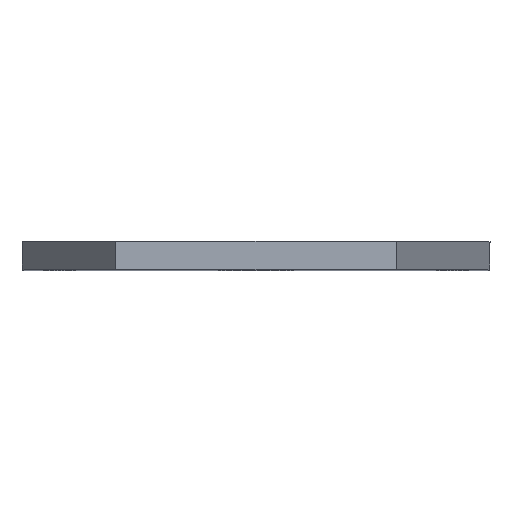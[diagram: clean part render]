
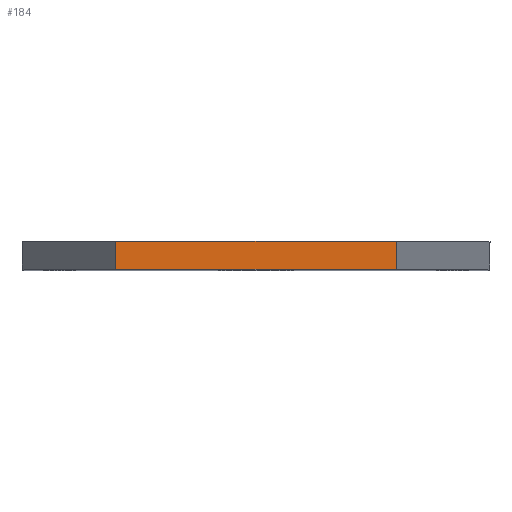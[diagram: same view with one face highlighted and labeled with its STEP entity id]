
A CAD part, top view. The second image highlights one B-rep face of the part: STEP entity #184.
In plain terms, the highlighted planar face has unit normal (0, 0, 1).
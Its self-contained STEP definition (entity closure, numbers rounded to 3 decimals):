
#132=CARTESIAN_POINT('Vertex',(-42.672,12.999,25.)) ;
#135=CARTESIAN_POINT('Line Origine',(-42.672,14.499,25.)) ;
#139=CARTESIAN_POINT('Vertex',(-42.672,15.999,25.)) ;
#154=CARTESIAN_POINT('Axis2P3D Location',(-42.672,9.999,25.)) ;
#159=CARTESIAN_POINT('Line Origine',(-27.672,12.999,25.)) ;
#163=CARTESIAN_POINT('Vertex',(-12.672,12.999,25.)) ;
#166=CARTESIAN_POINT('Line Origine',(-12.672,14.499,25.)) ;
#170=CARTESIAN_POINT('Vertex',(-12.672,15.999,25.)) ;
#173=CARTESIAN_POINT('Line Origine',(-27.672,15.999,25.)) ;
#136=DIRECTION('Vector Direction',(0.,1.,0.)) ;
#155=DIRECTION('Axis2P3D Direction',(0.,0.,1.)) ;
#156=DIRECTION('Axis2P3D XDirection',(1.,0.,0.)) ;
#160=DIRECTION('Vector Direction',(1.,0.,0.)) ;
#167=DIRECTION('Vector Direction',(0.,1.,0.)) ;
#174=DIRECTION('Vector Direction',(1.,0.,0.)) ;
#157=AXIS2_PLACEMENT_3D('Plane Axis2P3D',#154,#155,#156) ;
#179=ORIENTED_EDGE('',*,*,#141,.F.) ;
#180=ORIENTED_EDGE('',*,*,#165,.T.) ;
#181=ORIENTED_EDGE('',*,*,#172,.T.) ;
#182=ORIENTED_EDGE('',*,*,#177,.F.) ;
#137=VECTOR('Line Direction',#136,1.) ;
#161=VECTOR('Line Direction',#160,1.) ;
#168=VECTOR('Line Direction',#167,1.) ;
#175=VECTOR('Line Direction',#174,1.) ;
#184=ADVANCED_FACE('plaque-fermeture-avant',(#183),#158,.T.) ;
#141=EDGE_CURVE('',#133,#140,#138,.T.) ;
#165=EDGE_CURVE('',#133,#164,#162,.T.) ;
#172=EDGE_CURVE('',#164,#171,#169,.T.) ;
#177=EDGE_CURVE('',#140,#171,#176,.T.) ;
#178=EDGE_LOOP('',(#179,#180,#181,#182)) ;
#183=FACE_OUTER_BOUND('',#178,.T.) ;
#138=LINE('Line',#135,#137) ;
#162=LINE('Line',#159,#161) ;
#169=LINE('Line',#166,#168) ;
#176=LINE('Line',#173,#175) ;
#158=PLANE('Plane',#157) ;
#133=VERTEX_POINT('',#132) ;
#140=VERTEX_POINT('',#139) ;
#164=VERTEX_POINT('',#163) ;
#171=VERTEX_POINT('',#170) ;
